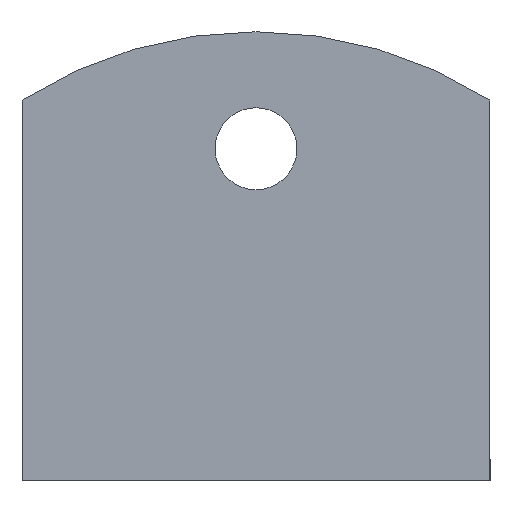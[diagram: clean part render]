
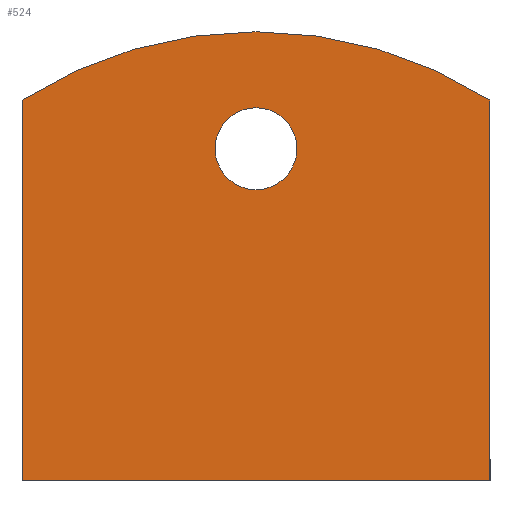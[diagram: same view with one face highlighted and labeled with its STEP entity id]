
A CAD part, left-side view. The second image highlights one B-rep face of the part: STEP entity #524.
In plain terms, the highlighted planar face has unit normal (-1, 0, 0).
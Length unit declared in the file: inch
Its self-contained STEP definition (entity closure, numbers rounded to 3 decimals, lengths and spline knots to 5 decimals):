
#6 = CIRCLE ( 'NONE', #163, 0.08268 ) ;
#11 = ORIENTED_EDGE ( 'NONE', *, *, #402, .T. ) ;
#17 = CARTESIAN_POINT ( 'NONE',  ( 0., 0.47244, 0.76772 ) ) ;
#22 = CARTESIAN_POINT ( 'NONE',  ( 0., 0., 0.66929 ) ) ;
#24 = DIRECTION ( 'NONE',  ( 0., 0., 1. ) ) ;
#31 = DIRECTION ( 'NONE',  ( 0., 0., -1. ) ) ;
#53 = VERTEX_POINT ( 'NONE', #276 ) ;
#69 = DIRECTION ( 'NONE',  ( 1., 0., 0. ) ) ;
#77 = CARTESIAN_POINT ( 'NONE',  ( 0., 0., 0.90551 ) ) ;
#80 = AXIS2_PLACEMENT_3D ( 'NONE', #131, #507, #562 ) ;
#86 = DIRECTION ( 'NONE',  ( -1., 0., 0. ) ) ;
#105 = EDGE_CURVE ( 'NONE', #313, #53, #6, .T. ) ;
#106 = LINE ( 'NONE', #286, #381 ) ;
#108 = ORIENTED_EDGE ( 'NONE', *, *, #105, .T. ) ;
#131 = CARTESIAN_POINT ( 'NONE',  ( 0., 0., 0.02672 ) ) ;
#142 = ORIENTED_EDGE ( 'NONE', *, *, #435, .T. ) ;
#149 = LINE ( 'NONE', #453, #404 ) ;
#163 = AXIS2_PLACEMENT_3D ( 'NONE', #325, #655, #271 ) ;
#169 = VECTOR ( 'NONE', #24, 39.37008 ) ;
#213 = EDGE_LOOP ( 'NONE', ( #11, #516, #142, #425, #631 ) ) ;
#221 = CARTESIAN_POINT ( 'NONE',  ( 0., 0.47244, 0. ) ) ;
#224 = VERTEX_POINT ( 'NONE', #77 ) ;
#240 = CIRCLE ( 'NONE', #80, 0.8788 ) ;
#266 = AXIS2_PLACEMENT_3D ( 'NONE', #403, #86, #31 ) ;
#271 = DIRECTION ( 'NONE',  ( 0., 0., -1. ) ) ;
#276 = CARTESIAN_POINT ( 'NONE',  ( 0., 0., 0.75197 ) ) ;
#286 = CARTESIAN_POINT ( 'NONE',  ( 0., 0.47244, 0. ) ) ;
#304 = AXIS2_PLACEMENT_3D ( 'NONE', #221, #69, #442 ) ;
#313 = VERTEX_POINT ( 'NONE', #351 ) ;
#314 = EDGE_CURVE ( 'NONE', #347, #224, #642, .T. ) ;
#315 = VERTEX_POINT ( 'NONE', #457 ) ;
#325 = CARTESIAN_POINT ( 'NONE',  ( 0., 0., 0.66929 ) ) ;
#345 = FACE_BOUND ( 'NONE', #440, .T. ) ;
#347 = VERTEX_POINT ( 'NONE', #671 ) ;
#348 = CARTESIAN_POINT ( 'NONE',  ( 0., 0.47244, 0. ) ) ;
#351 = CARTESIAN_POINT ( 'NONE',  ( 0., 0., 0.58661 ) ) ;
#381 = VECTOR ( 'NONE', #551, 39.37008 ) ;
#390 = PLANE ( 'NONE',  #304 ) ;
#402 = EDGE_CURVE ( 'NONE', #519, #347, #149, .T. ) ;
#403 = CARTESIAN_POINT ( 'NONE',  ( 0., 0., 0.02672 ) ) ;
#404 = VECTOR ( 'NONE', #624, 39.37008 ) ;
#425 = ORIENTED_EDGE ( 'NONE', *, *, #466, .F. ) ;
#435 = EDGE_CURVE ( 'NONE', #224, #603, #240, .T. ) ;
#440 = EDGE_LOOP ( 'NONE', ( #108, #647 ) ) ;
#442 = DIRECTION ( 'NONE',  ( 0., 0., -1. ) ) ;
#450 = DIRECTION ( 'NONE',  ( 1., 0., 0. ) ) ;
#453 = CARTESIAN_POINT ( 'NONE',  ( 0., -0.47244, 0. ) ) ;
#457 = CARTESIAN_POINT ( 'NONE',  ( 0., 0.47244, 0. ) ) ;
#460 = LINE ( 'NONE', #348, #169 ) ;
#466 = EDGE_CURVE ( 'NONE', #315, #603, #460, .T. ) ;
#507 = DIRECTION ( 'NONE',  ( -1., 0., 0. ) ) ;
#516 = ORIENTED_EDGE ( 'NONE', *, *, #314, .T. ) ;
#517 = EDGE_CURVE ( 'NONE', #315, #519, #106, .T. ) ;
#519 = VERTEX_POINT ( 'NONE', #666 ) ;
#521 = FACE_OUTER_BOUND ( 'NONE', #213, .T. ) ;
#524 = ADVANCED_FACE ( 'NONE', ( #345, #521 ), #390, .F. ) ;
#530 = AXIS2_PLACEMENT_3D ( 'NONE', #22, #450, #557 ) ;
#551 = DIRECTION ( 'NONE',  ( 0., -1., 0. ) ) ;
#557 = DIRECTION ( 'NONE',  ( 0., 0., -1. ) ) ;
#562 = DIRECTION ( 'NONE',  ( 0., 0., -1. ) ) ;
#603 = VERTEX_POINT ( 'NONE', #17 ) ;
#624 = DIRECTION ( 'NONE',  ( 0., 0., 1. ) ) ;
#626 = EDGE_CURVE ( 'NONE', #53, #313, #688, .T. ) ;
#631 = ORIENTED_EDGE ( 'NONE', *, *, #517, .T. ) ;
#642 = CIRCLE ( 'NONE', #266, 0.8788 ) ;
#647 = ORIENTED_EDGE ( 'NONE', *, *, #626, .T. ) ;
#655 = DIRECTION ( 'NONE',  ( 1., 0., 0. ) ) ;
#666 = CARTESIAN_POINT ( 'NONE',  ( 0., -0.47244, 0. ) ) ;
#671 = CARTESIAN_POINT ( 'NONE',  ( 0., -0.47244, 0.76772 ) ) ;
#688 = CIRCLE ( 'NONE', #530, 0.08268 ) ;
